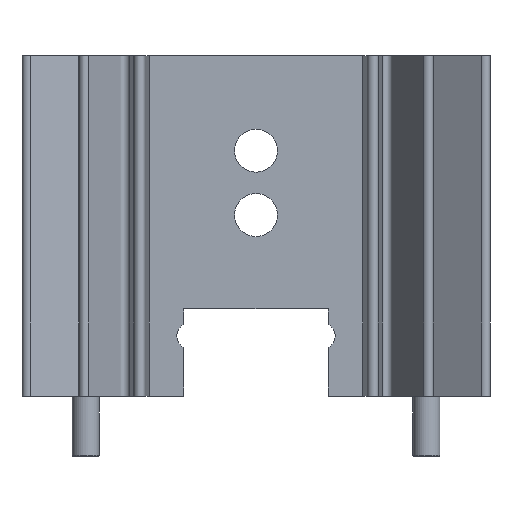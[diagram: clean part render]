
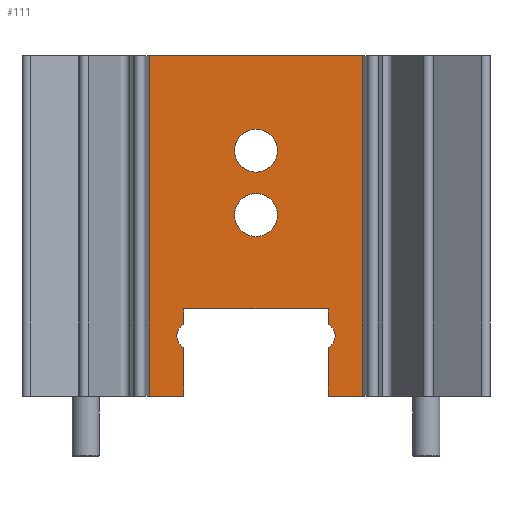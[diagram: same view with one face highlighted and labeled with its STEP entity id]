
A CAD part, front view. The second image highlights one B-rep face of the part: STEP entity #111.
In plain terms, the highlighted planar face has unit normal (0, -1, 0).
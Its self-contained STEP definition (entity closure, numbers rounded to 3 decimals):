
#111=ADVANCED_FACE('',(#433,#434,#435),#436,.T.);
#433=FACE_OUTER_BOUND('',#1000,.T.);
#434=FACE_BOUND('',#1001,.T.);
#435=FACE_BOUND('',#1002,.T.);
#436=PLANE('',#1003);
#1000=EDGE_LOOP('',(#1829,#1830,#1831,#1832,#1833,#1834,#1835,#1836,#1837,#1838,#1839,#1840,#1841,#1842));
#1001=EDGE_LOOP('',(#1843,#1844));
#1002=EDGE_LOOP('',(#1845,#1846));
#1003=AXIS2_PLACEMENT_3D('',#1847,#1848,#1849);
#1829=ORIENTED_EDGE('',*,*,#4036,.T.);
#1830=ORIENTED_EDGE('',*,*,#4138,.F.);
#1831=ORIENTED_EDGE('',*,*,#4139,.T.);
#1832=ORIENTED_EDGE('',*,*,#4140,.T.);
#1833=ORIENTED_EDGE('',*,*,#4141,.T.);
#1834=ORIENTED_EDGE('',*,*,#3981,.T.);
#1835=ORIENTED_EDGE('',*,*,#4142,.T.);
#1836=ORIENTED_EDGE('',*,*,#4143,.T.);
#1837=ORIENTED_EDGE('',*,*,#4144,.T.);
#1838=ORIENTED_EDGE('',*,*,#3983,.T.);
#1839=ORIENTED_EDGE('',*,*,#4145,.T.);
#1840=ORIENTED_EDGE('',*,*,#4146,.T.);
#1841=ORIENTED_EDGE('',*,*,#4147,.T.);
#1842=ORIENTED_EDGE('',*,*,#4134,.T.);
#1843=ORIENTED_EDGE('',*,*,#3994,.T.);
#1844=ORIENTED_EDGE('',*,*,#3993,.T.);
#1845=ORIENTED_EDGE('',*,*,#3996,.T.);
#1846=ORIENTED_EDGE('',*,*,#3989,.T.);
#1847=CARTESIAN_POINT('',(25.4,5.6,0.0));
#1848=DIRECTION('',(0.0,-1.0,0.0));
#1849=DIRECTION('',(0.0,0.0,-1.0));
#3981=EDGE_CURVE('',#4803,#4807,#4809,.T.);
#3983=EDGE_CURVE('',#4813,#4810,#4814,.T.);
#3989=EDGE_CURVE('',#4819,#4823,#4825,.T.);
#3993=EDGE_CURVE('',#4827,#4831,#4833,.T.);
#3994=EDGE_CURVE('',#4831,#4827,#4834,.T.);
#3996=EDGE_CURVE('',#4823,#4819,#4836,.T.);
#4036=EDGE_CURVE('',#4915,#4913,#4916,.T.);
#4134=EDGE_CURVE('',#5081,#4915,#5082,.T.);
#4138=EDGE_CURVE('',#5087,#4913,#5088,.T.);
#4139=EDGE_CURVE('',#5087,#5089,#5090,.T.);
#4140=EDGE_CURVE('',#5089,#5091,#5092,.T.);
#4141=EDGE_CURVE('',#5091,#4803,#5093,.T.);
#4142=EDGE_CURVE('',#4807,#5094,#5095,.T.);
#4143=EDGE_CURVE('',#5094,#5096,#5097,.T.);
#4144=EDGE_CURVE('',#5096,#4813,#5098,.T.);
#4145=EDGE_CURVE('',#4810,#5099,#5100,.T.);
#4146=EDGE_CURVE('',#5099,#5101,#5102,.T.);
#4147=EDGE_CURVE('',#5101,#5081,#5103,.T.);
#4803=VERTEX_POINT('',#6173);
#4807=VERTEX_POINT('',#6178);
#4809=CIRCLE('',#6181,1.0);
#4810=VERTEX_POINT('',#6182);
#4813=VERTEX_POINT('',#6186);
#4814=CIRCLE('',#6187,1.0);
#4819=VERTEX_POINT('',#6193);
#4823=VERTEX_POINT('',#6198);
#4825=CIRCLE('',#6201,1.6);
#4827=VERTEX_POINT('',#6203);
#4831=VERTEX_POINT('',#6208);
#4833=CIRCLE('',#6211,1.6);
#4834=CIRCLE('',#6212,1.6);
#4836=CIRCLE('',#6214,1.6);
#4913=VERTEX_POINT('',#6310);
#4915=VERTEX_POINT('',#6313);
#4916=LINE('',#6314,#6315);
#5081=VERTEX_POINT('',#6543);
#5082=LINE('',#6544,#6545);
#5087=VERTEX_POINT('',#6553);
#5088=LINE('',#6554,#6555);
#5089=VERTEX_POINT('',#6556);
#5090=LINE('',#6557,#6558);
#5091=VERTEX_POINT('',#6559);
#5092=LINE('',#6560,#6561);
#5093=CIRCLE('',#6562,1.0);
#5094=VERTEX_POINT('',#6563);
#5095=LINE('',#6564,#6565);
#5096=VERTEX_POINT('',#6566);
#5097=LINE('',#6567,#6568);
#5098=LINE('',#6569,#6570);
#5099=VERTEX_POINT('',#6571);
#5100=CIRCLE('',#6572,1.0);
#5101=VERTEX_POINT('',#6573);
#5102=LINE('',#6574,#6575);
#5103=LINE('',#6576,#6577);
#6173=CARTESIAN_POINT('',(11.55,5.6,4.5));
#6178=CARTESIAN_POINT('',(12.05,5.6,5.366));
#6181=AXIS2_PLACEMENT_3D('',#10773,#10774,#10775);
#6182=CARTESIAN_POINT('',(23.35,5.6,4.5));
#6186=CARTESIAN_POINT('',(22.85,5.6,5.366));
#6187=AXIS2_PLACEMENT_3D('',#10777,#10778,#10779);
#6193=CARTESIAN_POINT('',(15.85,5.6,18.3));
#6198=CARTESIAN_POINT('',(19.05,5.6,18.3));
#6201=AXIS2_PLACEMENT_3D('',#10789,#10790,#10791);
#6203=CARTESIAN_POINT('',(15.85,5.6,13.5));
#6208=CARTESIAN_POINT('',(19.05,5.6,13.5));
#6211=AXIS2_PLACEMENT_3D('',#10797,#10798,#10799);
#6212=AXIS2_PLACEMENT_3D('',#10800,#10801,#10802);
#6214=AXIS2_PLACEMENT_3D('',#10806,#10807,#10808);
#6310=CARTESIAN_POINT('',(9.5,5.6,25.4));
#6313=CARTESIAN_POINT('',(25.4,5.6,25.4));
#6314=CARTESIAN_POINT('',(25.4,5.6,25.4));
#6315=VECTOR('',#10886,15.9);
#6543=CARTESIAN_POINT('',(25.4,5.6,0.0));
#6544=CARTESIAN_POINT('',(25.4,5.6,0.0));
#6545=VECTOR('',#11052,25.4);
#6553=CARTESIAN_POINT('',(9.5,5.6,0.0));
#6554=CARTESIAN_POINT('',(9.5,5.6,0.0));
#6555=VECTOR('',#11056,25.4);
#6556=CARTESIAN_POINT('',(12.05,5.6,0.0));
#6557=CARTESIAN_POINT('',(9.5,5.6,0.0));
#6558=VECTOR('',#11057,2.55);
#6559=CARTESIAN_POINT('',(12.05,5.6,3.634));
#6560=CARTESIAN_POINT('',(12.05,5.6,0.0));
#6561=VECTOR('',#11058,3.634);
#6562=AXIS2_PLACEMENT_3D('',#11059,#11060,#11061);
#6563=CARTESIAN_POINT('',(12.05,5.6,6.5));
#6564=CARTESIAN_POINT('',(12.05,5.6,5.366));
#6565=VECTOR('',#11062,1.134);
#6566=CARTESIAN_POINT('',(22.85,5.6,6.5));
#6567=CARTESIAN_POINT('',(12.05,5.6,6.5));
#6568=VECTOR('',#11063,10.8);
#6569=CARTESIAN_POINT('',(22.85,5.6,6.5));
#6570=VECTOR('',#11064,1.134);
#6571=CARTESIAN_POINT('',(22.85,5.6,3.634));
#6572=AXIS2_PLACEMENT_3D('',#11065,#11066,#11067);
#6573=CARTESIAN_POINT('',(22.85,5.6,0.0));
#6574=CARTESIAN_POINT('',(22.85,5.6,3.634));
#6575=VECTOR('',#11068,3.634);
#6576=CARTESIAN_POINT('',(22.85,5.6,0.0));
#6577=VECTOR('',#11069,2.55);
#10773=CARTESIAN_POINT('',(12.55,5.6,4.5));
#10774=DIRECTION('',(0.0,1.0,0.0));
#10775=DIRECTION('',(-1.0,0.0,0.0));
#10777=CARTESIAN_POINT('',(22.35,5.6,4.5));
#10778=DIRECTION('',(0.0,1.0,0.0));
#10779=DIRECTION('',(-1.0,0.0,0.0));
#10789=CARTESIAN_POINT('',(17.45,5.6,18.3));
#10790=DIRECTION('',(0.0,1.0,0.0));
#10791=DIRECTION('',(-1.0,0.0,0.0));
#10797=CARTESIAN_POINT('',(17.45,5.6,13.5));
#10798=DIRECTION('',(0.0,1.0,0.0));
#10799=DIRECTION('',(-1.0,0.0,0.0));
#10800=CARTESIAN_POINT('',(17.45,5.6,13.5));
#10801=DIRECTION('',(0.0,1.0,0.0));
#10802=DIRECTION('',(-1.0,0.0,0.0));
#10806=CARTESIAN_POINT('',(17.45,5.6,18.3));
#10807=DIRECTION('',(0.0,1.0,0.0));
#10808=DIRECTION('',(-1.0,0.0,0.0));
#10886=DIRECTION('',(-1.0,0.0,0.0));
#11052=DIRECTION('',(0.0,0.0,1.0));
#11056=DIRECTION('',(0.0,0.0,1.0));
#11057=DIRECTION('',(1.0,0.0,0.0));
#11058=DIRECTION('',(0.0,0.0,1.0));
#11059=CARTESIAN_POINT('',(12.55,5.6,4.5));
#11060=DIRECTION('',(0.0,1.0,0.0));
#11061=DIRECTION('',(-1.0,0.0,0.0));
#11062=DIRECTION('',(0.0,0.0,1.0));
#11063=DIRECTION('',(1.0,0.0,0.0));
#11064=DIRECTION('',(0.0,0.0,-1.0));
#11065=CARTESIAN_POINT('',(22.35,5.6,4.5));
#11066=DIRECTION('',(0.0,1.0,0.0));
#11067=DIRECTION('',(-1.0,0.0,0.0));
#11068=DIRECTION('',(0.0,0.0,-1.0));
#11069=DIRECTION('',(1.0,0.0,0.0));
